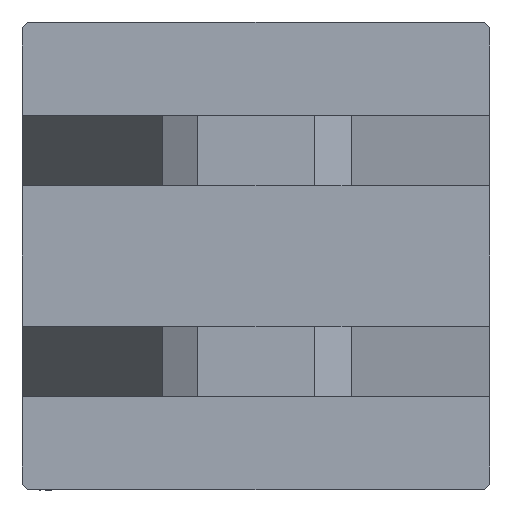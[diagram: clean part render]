
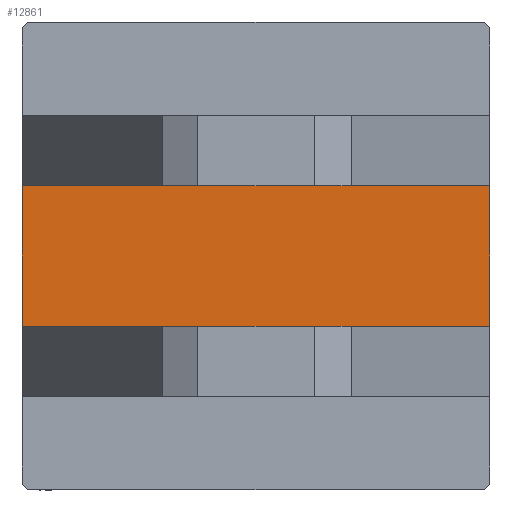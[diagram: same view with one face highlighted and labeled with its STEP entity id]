
A CAD part, left-side view. The second image highlights one B-rep face of the part: STEP entity #12861.
In plain terms, the highlighted planar face has unit normal (-1, 0, 0).
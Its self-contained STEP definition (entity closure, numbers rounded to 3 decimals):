
#201 = CARTESIAN_POINT ( 'NONE',  ( 0., 0., 0. ) ) ;
#3822 = VERTEX_POINT ( 'NONE', #47637 ) ;
#5126 = EDGE_LOOP ( 'NONE', ( #33591, #11838, #25013, #21452 ) ) ;
#5134 = EDGE_CURVE ( 'NONE', #21445, #11321, #32867, .T. ) ;
#6545 = VECTOR ( 'NONE', #31034, 1000. ) ;
#7245 = PLANE ( 'NONE',  #14200 ) ;
#7267 = LINE ( 'NONE', #14601, #29845 ) ;
#9662 = DIRECTION ( 'NONE',  ( 0., -1., 0. ) ) ;
#11321 = VERTEX_POINT ( 'NONE', #44288 ) ;
#11838 = ORIENTED_EDGE ( 'NONE', *, *, #24114, .F. ) ;
#12861 = ADVANCED_FACE ( 'NONE', ( #30208 ), #7245, .T. ) ;
#14001 = CARTESIAN_POINT ( 'NONE',  ( 0., 6., -20. ) ) ;
#14200 = AXIS2_PLACEMENT_3D ( 'NONE', #201, #34242, #49615 ) ;
#14601 = CARTESIAN_POINT ( 'NONE',  ( 0., -6., 20. ) ) ;
#16580 = LINE ( 'NONE', #22970, #6545 ) ;
#17937 = LINE ( 'NONE', #18194, #19513 ) ;
#18194 = CARTESIAN_POINT ( 'NONE',  ( 0., 20., 20. ) ) ;
#19513 = VECTOR ( 'NONE', #42319, 1000. ) ;
#21445 = VERTEX_POINT ( 'NONE', #14001 ) ;
#21452 = ORIENTED_EDGE ( 'NONE', *, *, #29373, .T. ) ;
#22970 = CARTESIAN_POINT ( 'NONE',  ( 0., 6., 20. ) ) ;
#24114 = EDGE_CURVE ( 'NONE', #3822, #11321, #7267, .T. ) ;
#25013 = ORIENTED_EDGE ( 'NONE', *, *, #43749, .F. ) ;
#25046 = CARTESIAN_POINT ( 'NONE',  ( 0., 20., -20. ) ) ;
#29373 = EDGE_CURVE ( 'NONE', #49614, #21445, #16580, .T. ) ;
#29533 = VECTOR ( 'NONE', #9662, 1000. ) ;
#29845 = VECTOR ( 'NONE', #29973, 1000. ) ;
#29973 = DIRECTION ( 'NONE',  ( 0., 0., -1. ) ) ;
#30208 = FACE_OUTER_BOUND ( 'NONE', #5126, .T. ) ;
#31034 = DIRECTION ( 'NONE',  ( 0., 0., -1. ) ) ;
#32867 = LINE ( 'NONE', #25046, #29533 ) ;
#33591 = ORIENTED_EDGE ( 'NONE', *, *, #5134, .T. ) ;
#34242 = DIRECTION ( 'NONE',  ( -1., 0., 0. ) ) ;
#42319 = DIRECTION ( 'NONE',  ( 0., -1., 0. ) ) ;
#43323 = CARTESIAN_POINT ( 'NONE',  ( 0., 6., 20. ) ) ;
#43749 = EDGE_CURVE ( 'NONE', #49614, #3822, #17937, .T. ) ;
#44288 = CARTESIAN_POINT ( 'NONE',  ( 0., -6., -20. ) ) ;
#47637 = CARTESIAN_POINT ( 'NONE',  ( 0., -6., 20. ) ) ;
#49614 = VERTEX_POINT ( 'NONE', #43323 ) ;
#49615 = DIRECTION ( 'NONE',  ( 0., 0., 1. ) ) ;
